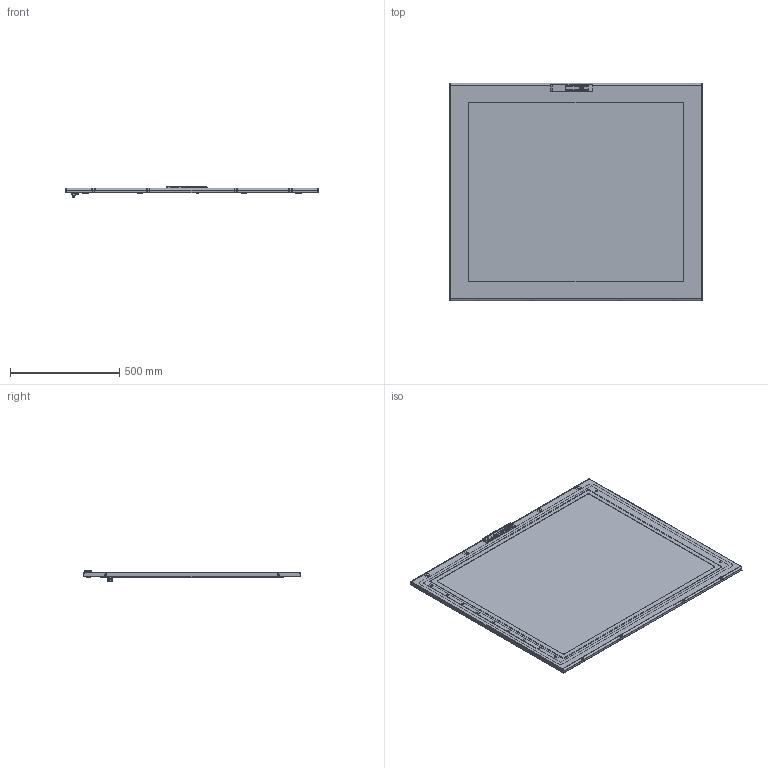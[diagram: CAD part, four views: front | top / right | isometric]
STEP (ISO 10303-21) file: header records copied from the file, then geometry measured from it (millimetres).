
FILE_DESCRIPTION (( 'STEP AP203' ), '1' );
FILE_NAME ('1200x1000.step', '2011-12-15T07:29:50', ( 'User' ), ( 'DKC' ), 'SwSTEP 2.0', 'SolidWorks 2011', '' );
FILE_SCHEMA (( 'CONFIG_CONTROL_DESIGN' ));
Products named in the file (32): hinge AC00C170_Default; distanziale di gomma per RAM BLOCK_AC00C390; linguetta_AC00C387; ASTINA Inferiore_1200; ASTINA Superiore_1200; RAMBLOCK montata modificated_Default; Ingranaggio per cariglione modificated_AC00C388; inserto chiave per maniglia RAM BLOCK_AC00C389; Sealing ring; basetta esterna_AC00C506; maniglia RAM BLOCK modificated_AC00C505; AC00C400 Quadro IP55 Guida aste_Default; Sviluppo porta transparente quadro_1200X1000; 1200x1000; sealant for sviluppo porta quadro_1200x1000; hermetic for transparente door_1200x1000; Montante verticale + Traversa orizzontale interno porta_Traversa orizzontale-verticale 1000; Vetro porta quadro_R5CPTE12100; Sostegno autoallineante per porta AC00C446; Çåðêàëüíî îòðàçèòüterminator for door.SLDPRT3; Çåðêàëüíî îòðàçèòüterminator for door.SLDPRT2; Çåðêàëüíî îòðàçèòüboccola AC00C378; Çåðêàëüíî îòðàçèòüribattino AC00C377; terminator for door.SLDPRT; boccola AC00C378; ribattino AC00C377; AC00C254_Default; Hex Flange Bolt M6x10_ISO 4162 - M6 x 12 x 12-S; Wood screw 4.2x13_R5A07; Nut M6_Hexagon Nut ISO - 4034 - M6 - S; AC00C184 dado telaio interno porta_Default; land
Assembly tree (59 placements, depth 3):
  1200x1000
    Nut M6_Hexagon Nut ISO - 4034 - M6 - S  x4
    land  x8
    hermetic for transparente door_1200x1000
    Wood screw 4.2x13_R5A07  x5
    AC00C400 Quadro IP55 Guida aste_Default  x4
    Vetro porta quadro_R5CPTE12100
    Sviluppo porta transparente quadro_1200X1000
    AC00C254_Default  x4
    Hex Flange Bolt M6x10_ISO 4162 - M6 x 12 x 12-S
    hinge AC00C170_Default  x4
    distanziale di gomma per RAM BLOCK_AC00C390  x2
    ASTINA Superiore_1200
    ASTINA Inferiore_1200
    sealant for sviluppo porta quadro_1200x1000
    linguetta_AC00C387
    Sostegno autoallineante per porta AC00C446
    AC00C184 dado telaio interno porta_Default  x2
    Montante verticale + Traversa orizzontale interno porta_Traversa orizzontale-verticale 1000
    Çåðêàëüíî îòðàçèòüterminator for door.SLDPRT3
      Çåðêàëüíî îòðàçèòüboccola AC00C378
      Çåðêàëüíî îòðàçèòüribattino AC00C377
    Çåðêàëüíî îòðàçèòüterminator for door.SLDPRT2
      Çåðêàëüíî îòðàçèòüboccola AC00C378
      Çåðêàëüíî îòðàçèòüribattino AC00C377
    terminator for door.SLDPRT  x2
      ribattino AC00C377
      boccola AC00C378
    RAMBLOCK montata modificated_Default
      Sealing ring
      inserto chiave per maniglia RAM BLOCK_AC00C389
      maniglia RAM BLOCK modificated_AC00C505
      Ingranaggio per cariglione modificated_AC00C388
      basetta esterna_AC00C506
Bounding box: 1155 x 994 x 52.66 mm (x, y, z)
Volume: 5102387.8 mm3; surface area: 3170099.3 mm2
Topology: 64 solids, 64 shells, 5205 faces, 14288 edges, 9246 vertices
Faces by surface type: bspline 2303, cylinder 1390, plane 1001, cone 461, torus 40, sphere 10
Entity records: 131454 total; most frequent: CARTESIAN_POINT 87278, ORIENTED_EDGE 9050, DIRECTION 7494, EDGE_CURVE 4525, VERTEX_POINT 2892, AXIS2_PLACEMENT_3D 2697, VECTOR 2100, LINE 2100
